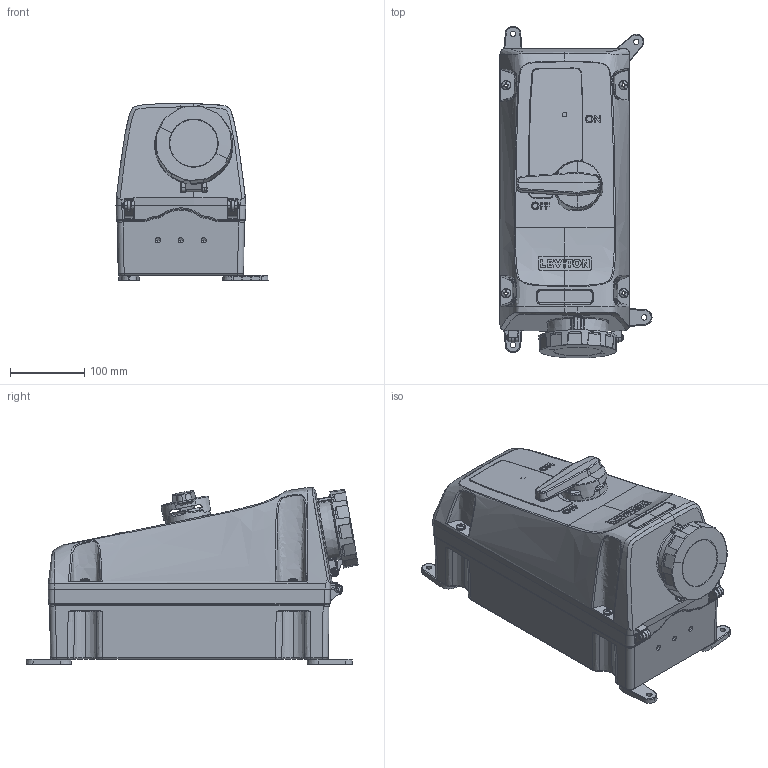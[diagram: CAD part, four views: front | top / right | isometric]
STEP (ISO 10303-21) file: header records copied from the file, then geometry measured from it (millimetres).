
FILE_DESCRIPTION (( 'STEP AP214' ), '1' );
FILE_NAME ('ORC4449-M01.STEP', '2024-03-20T14:53:55', ( '' ), ( '' ), 'SwSTEP 2.0', 'SolidWorks 2020', '' );
FILE_SCHEMA (( 'AUTOMOTIVE_DESIGN' ));
Length unit declared in the file: inch
Products named in the file (1): ORC4449-M01
Bounding box: 205.36 x 448.51 x 238.97 mm (x, y, z)
Surface area: 406780.6 mm2 (no closed solid volume)
Topology: 0 solids, 37 shells, 1185 faces, 4455 edges, 3192 vertices
Faces by surface type: plane 397, bspline 345, cone 160, cylinder 156, torus 98, sphere 29
Entity records: 90519 total; most frequent: CARTESIAN_POINT 42626, ORIENTED_EDGE 6904, DIRECTION 5519, EDGE_CURVE 4423, VERTEX_POINT 3192, AXIS2_PLACEMENT_3D 2055, B_SPLINE_CURVE_WITH_KNOTS 1532, VECTOR 1409
